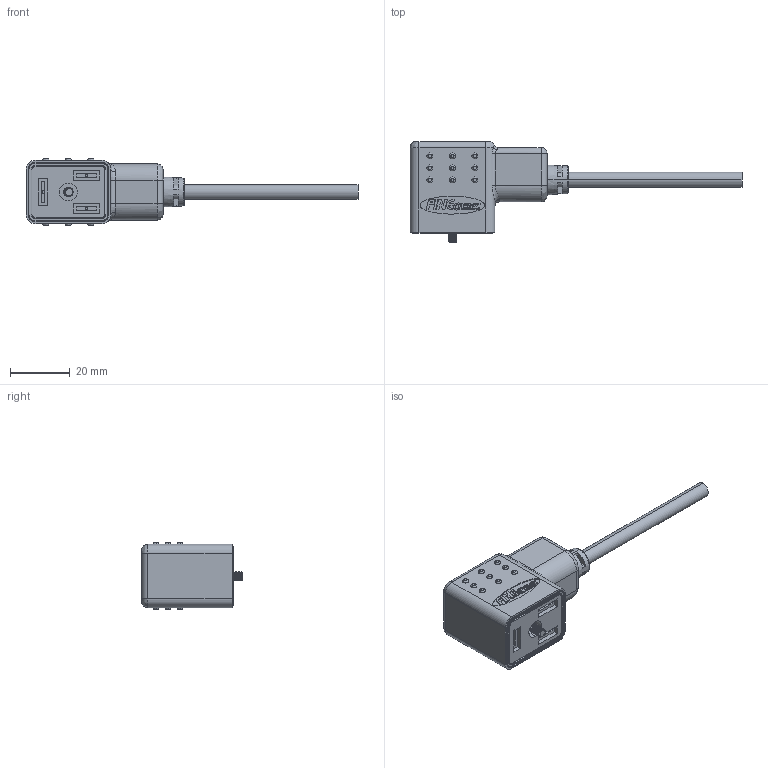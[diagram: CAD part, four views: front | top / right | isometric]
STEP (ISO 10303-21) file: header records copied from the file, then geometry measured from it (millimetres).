
FILE_DESCRIPTION (( 'STEP AP203' ), '1' );
FILE_NAME ('P435.STEP', '2020-04-16T01:40:19', ( 'edpusr' ), ( 'Microsoft' ), 'SwSTEP 2.0', 'SolidWorks 2015', '' );
FILE_SCHEMA (( 'CONFIG_CONTROL_DESIGN' ));
Length unit declared in the file: millimetre
Products named in the file (1): P435
Bounding box: 110.7 x 33.6 x 22.3 mm (x, y, z)
Volume: 22726 mm3; surface area: 12263.9 mm2
Topology: 2 solids, 6 shells, 885 faces, 2396 edges, 1587 vertices
Faces by surface type: cylinder 398, plane 385, bspline 97, torus 3, cone 2
Entity records: 34876 total; most frequent: CARTESIAN_POINT 12886, ORIENTED_EDGE 4788, DIRECTION 4376, EDGE_CURVE 2394, VERTEX_POINT 1587, AXIS2_PLACEMENT_3D 1550, LINE 1276, VECTOR 1276
